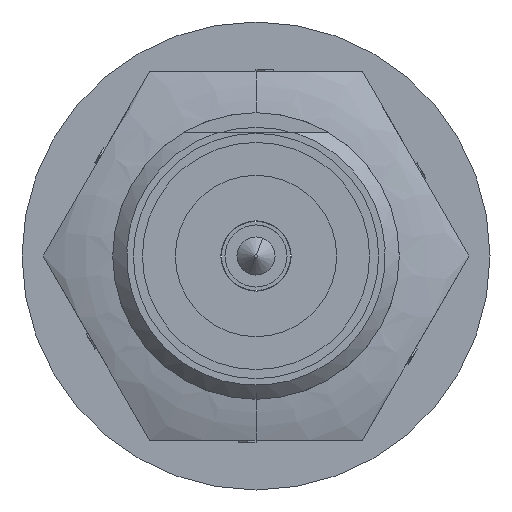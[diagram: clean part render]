
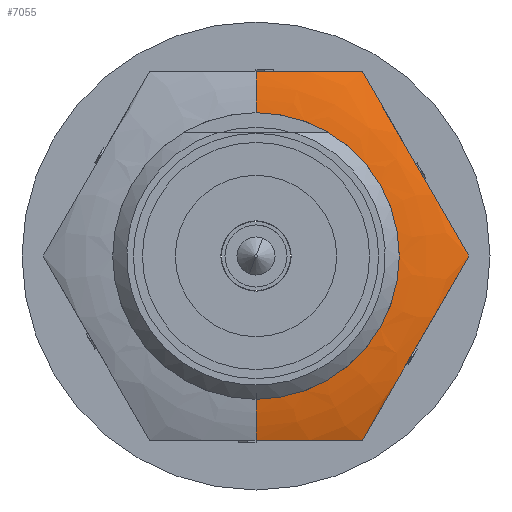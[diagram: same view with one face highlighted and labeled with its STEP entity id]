
A CAD part, front view. The second image highlights one B-rep face of the part: STEP entity #7055.
In plain terms, the highlighted toroidal (fillet/blend) face has major radius 2.393 mm and minor radius 5.333 mm.
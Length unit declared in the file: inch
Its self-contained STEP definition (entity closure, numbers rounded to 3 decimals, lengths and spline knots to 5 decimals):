
#2665 = DIRECTION ( 'NONE',  ( 0., 0., -1. ) ) ;
#2666 = DIRECTION ( 'NONE',  ( 1., 0., 0. ) ) ;
#2667 = CARTESIAN_POINT ( 'NONE',  ( 0., 0.20839, 0.09421 ) ) ;
#2668 = AXIS2_PLACEMENT_3D ( 'NONE', #2667, #2666, #2665 ) ;
#2672 = DIRECTION ( 'NONE',  ( 0., 0., 1. ) ) ;
#2673 = DIRECTION ( 'NONE',  ( -1., 0., 0. ) ) ;
#2675 = CIRCLE ( 'NONE', #2668, 0.20995 ) ;
#2681 = CARTESIAN_POINT ( 'NONE',  ( 0.18187, 0.01761, 0. ) ) ;
#2682 = CARTESIAN_POINT ( 'NONE',  ( 0.17438, 0.01417, -0.01297 ) ) ;
#2683 = CARTESIAN_POINT ( 'NONE',  ( 0.1668, 0.01185, -0.0261 ) ) ;
#2684 = CARTESIAN_POINT ( 'NONE',  ( 0.15152, 0.00887, -0.05257 ) ) ;
#2685 = CARTESIAN_POINT ( 'NONE',  ( 0.1439, 0.0082, -0.06576 ) ) ;
#2686 = CARTESIAN_POINT ( 'NONE',  ( 0.12869, 0.00821, -0.09209 ) ) ;
#2687 = CARTESIAN_POINT ( 'NONE',  ( 0.12111, 0.00889, -0.10523 ) ) ;
#2688 = CARTESIAN_POINT ( 'NONE',  ( 0.10599, 0.01186, -0.13143 ) ) ;
#2689 = CARTESIAN_POINT ( 'NONE',  ( 0.09844, 0.01416, -0.14449 ) ) ;
#2690 = CARTESIAN_POINT ( 'NONE',  ( 0.09093, 0.01761, -0.1575 ) ) ;
#2696 = B_SPLINE_CURVE_WITH_KNOTS ( 'NONE', 3,
 ( #2690, #2689, #2688, #2687, #2686, #2685, #2684, #2683, #2682, #2681 ),
 .UNSPECIFIED., .F., .F.,
 ( 4, 2, 2, 2, 4 ),
 ( 0., 0.00116, 0.00231, 0.00347, 0.00463 ),
 .UNSPECIFIED. ) ;
#2698 = CARTESIAN_POINT ( 'NONE',  ( 0.09093, 0.01761, 0.1575 ) ) ;
#2702 = CARTESIAN_POINT ( 'NONE',  ( 0.09093, 0.01761, 0.1575 ) ) ;
#2703 = CARTESIAN_POINT ( 'NONE',  ( 0.09842, 0.01417, 0.14453 ) ) ;
#2704 = CARTESIAN_POINT ( 'NONE',  ( 0.106, 0.01185, 0.1314 ) ) ;
#2705 = CARTESIAN_POINT ( 'NONE',  ( 0.12128, 0.00887, 0.10493 ) ) ;
#2706 = CARTESIAN_POINT ( 'NONE',  ( 0.1289, 0.0082, 0.09174 ) ) ;
#2707 = CARTESIAN_POINT ( 'NONE',  ( 0.1441, 0.00821, 0.06541 ) ) ;
#2708 = CARTESIAN_POINT ( 'NONE',  ( 0.15169, 0.00889, 0.05227 ) ) ;
#2709 = CARTESIAN_POINT ( 'NONE',  ( 0.16681, 0.01186, 0.02607 ) ) ;
#2710 = CARTESIAN_POINT ( 'NONE',  ( 0.17435, 0.01416, 0.01301 ) ) ;
#2711 = CARTESIAN_POINT ( 'NONE',  ( 0.18187, 0.01761, 0. ) ) ;
#2747 = TOROIDAL_SURFACE ( 'NONE', #2880, 0.09421, 0.20995 ) ;
#2749 = DIRECTION ( 'NONE',  ( 0., 0., 1. ) ) ;
#2750 = DIRECTION ( 'NONE',  ( 0., -1., 0. ) ) ;
#2751 = CARTESIAN_POINT ( 'NONE',  ( 0., 0.00036, 0. ) ) ;
#2752 = AXIS2_PLACEMENT_3D ( 'NONE', #2751, #2750, #2749 ) ;
#2754 = DIRECTION ( 'NONE',  ( 0., -1., 0. ) ) ;
#2755 = CARTESIAN_POINT ( 'NONE',  ( 0., 0.20839, 0. ) ) ;
#2756 = CIRCLE ( 'NONE', #2752, 0.1225 ) ;
#2779 = B_SPLINE_CURVE_WITH_KNOTS ( 'NONE', 3,
 ( #2711, #2710, #2709, #2708, #2707, #2706, #2705, #2704, #2703, #2702 ),
 .UNSPECIFIED., .F., .F.,
 ( 4, 2, 2, 2, 4 ),
 ( 0., 0.00116, 0.00231, 0.00347, 0.00463 ),
 .UNSPECIFIED. ) ;
#2793 = CARTESIAN_POINT ( 'NONE',  ( 0., 0.00821, 0.1575 ) ) ;
#2815 = AXIS2_PLACEMENT_3D ( 'NONE', #2819, #2673, #2672 ) ;
#2818 = CARTESIAN_POINT ( 'NONE',  ( 0., 0.00036, 0.1225 ) ) ;
#2819 = CARTESIAN_POINT ( 'NONE',  ( 0., 0.20839, -0.09421 ) ) ;
#2820 = CIRCLE ( 'NONE', #2815, 0.20995 ) ;
#2824 = CARTESIAN_POINT ( 'NONE',  ( 0.09093, 0.01761, -0.1575 ) ) ;
#2825 = CARTESIAN_POINT ( 'NONE',  ( 0.07603, 0.01419, -0.1575 ) ) ;
#2826 = CARTESIAN_POINT ( 'NONE',  ( 0.06098, 0.01188, -0.1575 ) ) ;
#2827 = CARTESIAN_POINT ( 'NONE',  ( 0.03065, 0.0089, -0.1575 ) ) ;
#2828 = CARTESIAN_POINT ( 'NONE',  ( 0.01537, 0.00821, -0.1575 ) ) ;
#2829 = CARTESIAN_POINT ( 'NONE',  ( 0., 0.00821, -0.1575 ) ) ;
#2832 = B_SPLINE_CURVE_WITH_KNOTS ( 'NONE', 3,
 ( #2829, #2828, #2827, #2826, #2825, #2824 ),
 .UNSPECIFIED., .F., .F.,
 ( 4, 2, 4 ),
 ( 0., 0.00116, 0.00232 ),
 .UNSPECIFIED. ) ;
#2866 = CARTESIAN_POINT ( 'NONE',  ( 0., 0.00036, -0.1225 ) ) ;
#2868 = CARTESIAN_POINT ( 'NONE',  ( 0., 0.00821, -0.1575 ) ) ;
#2870 = DIRECTION ( 'NONE',  ( 0., 0., -1. ) ) ;
#2872 = CARTESIAN_POINT ( 'NONE',  ( 0.18187, 0.01761, 0. ) ) ;
#2873 = CARTESIAN_POINT ( 'NONE',  ( 0., 0.00821, 0.1575 ) ) ;
#2874 = CARTESIAN_POINT ( 'NONE',  ( 0.01528, 0.00821, 0.1575 ) ) ;
#2875 = CARTESIAN_POINT ( 'NONE',  ( 0.03061, 0.00889, 0.1575 ) ) ;
#2876 = CARTESIAN_POINT ( 'NONE',  ( 0.06094, 0.01188, 0.1575 ) ) ;
#2877 = CARTESIAN_POINT ( 'NONE',  ( 0.076, 0.01418, 0.1575 ) ) ;
#2878 = CARTESIAN_POINT ( 'NONE',  ( 0.09093, 0.01761, 0.1575 ) ) ;
#2879 = CARTESIAN_POINT ( 'NONE',  ( 0.09093, 0.01761, -0.1575 ) ) ;
#2880 = AXIS2_PLACEMENT_3D ( 'NONE', #2755, #2754, #2870 ) ;
#2881 = B_SPLINE_CURVE_WITH_KNOTS ( 'NONE', 3,
 ( #2878, #2877, #2876, #2875, #2874, #2873 ),
 .UNSPECIFIED., .F., .F.,
 ( 4, 2, 4 ),
 ( 0.03477, 0.03593, 0.03708 ),
 .UNSPECIFIED. ) ;
#2885 = FACE_OUTER_BOUND ( 'NONE', #8585, .T. ) ;
#7038 = EDGE_CURVE ( 'NONE', #7072, #7192, #2756, .T. ) ;
#7044 = ORIENTED_EDGE ( 'NONE', *, *, #7049, .T. ) ;
#7049 = EDGE_CURVE ( 'NONE', #7157, #7151, #2881, .T. ) ;
#7055 = ADVANCED_FACE ( 'NONE', ( #2885 ), #2747, .T. ) ;
#7071 = VERTEX_POINT ( 'NONE', #2868 ) ;
#7072 = VERTEX_POINT ( 'NONE', #2866 ) ;
#7073 = VERTEX_POINT ( 'NONE', #2879 ) ;
#7074 = VERTEX_POINT ( 'NONE', #2872 ) ;
#7124 = ORIENTED_EDGE ( 'NONE', *, *, #7188, .F. ) ;
#7151 = VERTEX_POINT ( 'NONE', #2793 ) ;
#7152 = EDGE_CURVE ( 'NONE', #7074, #7157, #2779, .T. ) ;
#7154 = ORIENTED_EDGE ( 'NONE', *, *, #7038, .F. ) ;
#7157 = VERTEX_POINT ( 'NONE', #2698 ) ;
#7158 = EDGE_CURVE ( 'NONE', #7073, #7074, #2696, .T. ) ;
#7167 = EDGE_CURVE ( 'NONE', #7071, #7073, #2832, .T. ) ;
#7174 = ORIENTED_EDGE ( 'NONE', *, *, #7152, .T. ) ;
#7188 = EDGE_CURVE ( 'NONE', #7071, #7072, #2820, .T. ) ;
#7189 = ORIENTED_EDGE ( 'NONE', *, *, #7190, .T. ) ;
#7190 = EDGE_CURVE ( 'NONE', #7151, #7192, #2675, .T. ) ;
#7191 = ORIENTED_EDGE ( 'NONE', *, *, #7158, .T. ) ;
#7192 = VERTEX_POINT ( 'NONE', #2818 ) ;
#7196 = ORIENTED_EDGE ( 'NONE', *, *, #7167, .T. ) ;
#8585 = EDGE_LOOP ( 'NONE', ( #7044, #7189, #7154, #7124, #7196, #7191, #7174 ) ) ;
